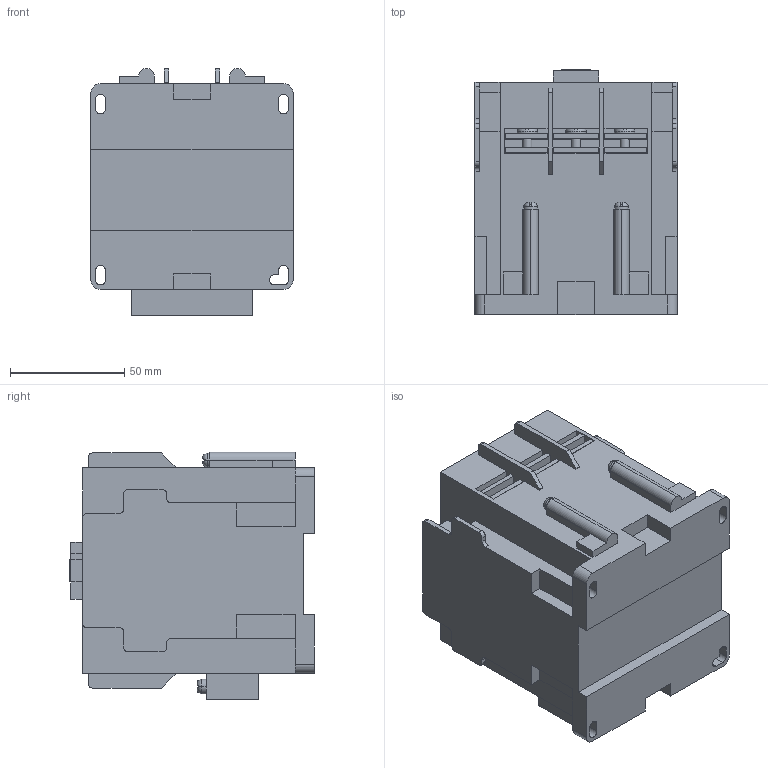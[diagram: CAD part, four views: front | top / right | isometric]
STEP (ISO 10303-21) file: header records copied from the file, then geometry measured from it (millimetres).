
FILE_DESCRIPTION (( 'STEP AP214' ), '1' );
FILE_NAME ('Ktec50.STEP', '2020-05-27T10:43:47', ( '' ), ( '' ), 'SwSTEP 2.0', 'SolidWorks 2020', '' );
FILE_SCHEMA (( 'AUTOMOTIVE_DESIGN' ));
Length unit declared in the file: millimetre
Products named in the file (1): Ktec50
Bounding box: 88.5 x 107.21 x 108.25 mm (x, y, z)
Volume: 709568.4 mm3; surface area: 82607.7 mm2
Topology: 1 solids, 1 shells, 1551 faces, 4242 edges, 2816 vertices
Faces by surface type: plane 1061, bspline 266, cylinder 178, cone 28, torus 18
Entity records: 74209 total; most frequent: CARTESIAN_POINT 27010, ORIENTED_EDGE 8484, DIRECTION 6542, EDGE_CURVE 4242, VECTOR 3070, LINE 3070, VERTEX_POINT 2816, AXIS2_PLACEMENT_3D 1736
